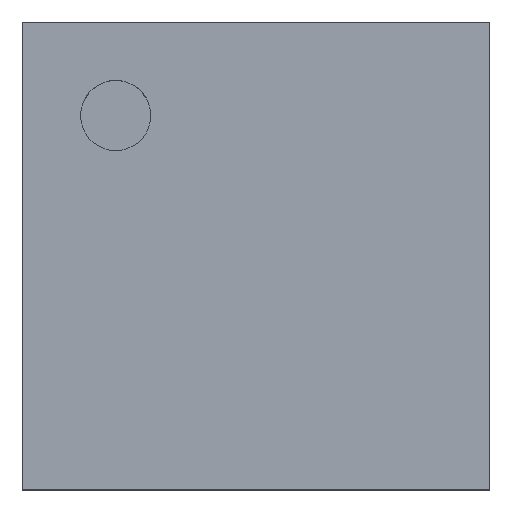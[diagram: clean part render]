
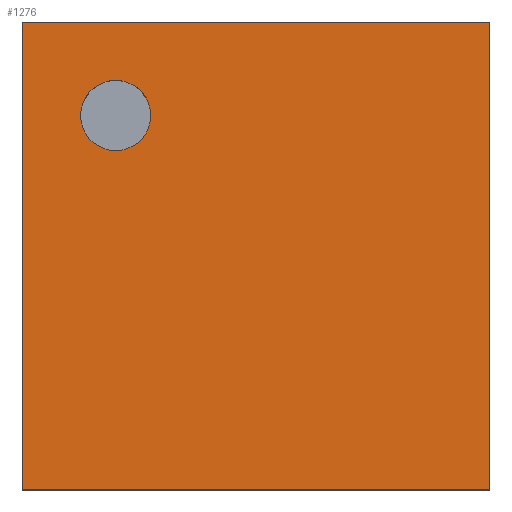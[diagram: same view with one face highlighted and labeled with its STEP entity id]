
A CAD part, top view. The second image highlights one B-rep face of the part: STEP entity #1276.
In plain terms, the highlighted planar face has unit normal (0, 0, 1).
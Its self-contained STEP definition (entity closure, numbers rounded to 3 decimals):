
#24 = VERTEX_POINT('',#25);
#25 = CARTESIAN_POINT('',(0.5,0.5,0.4));
#32 = PLANE('',#33);
#33 = AXIS2_PLACEMENT_3D('',#34,#35,#36);
#34 = CARTESIAN_POINT('',(0.5,0.5,0.));
#35 = DIRECTION('',(0.,-1.,0.));
#36 = DIRECTION('',(-1.,0.,0.));
#44 = PLANE('',#45);
#45 = AXIS2_PLACEMENT_3D('',#46,#47,#48);
#46 = CARTESIAN_POINT('',(0.5,-0.5,0.));
#47 = DIRECTION('',(-1.,0.,0.));
#48 = DIRECTION('',(0.,1.,0.));
#56 = EDGE_CURVE('',#24,#57,#59,.T.);
#57 = VERTEX_POINT('',#58);
#58 = CARTESIAN_POINT('',(-0.5,0.5,0.4));
#59 = SURFACE_CURVE('',#60,(#64,#71),.PCURVE_S1.);
#60 = LINE('',#61,#62);
#61 = CARTESIAN_POINT('',(0.5,0.5,0.4));
#62 = VECTOR('',#63,1.);
#63 = DIRECTION('',(-1.,0.,0.));
#64 = PCURVE('',#32,#65);
#65 = DEFINITIONAL_REPRESENTATION('',(#66),#70);
#66 = LINE('',#67,#68);
#67 = CARTESIAN_POINT('',(0.,-0.4));
#68 = VECTOR('',#69,1.);
#69 = DIRECTION('',(1.,0.));
#70 = ( GEOMETRIC_REPRESENTATION_CONTEXT(2) 
PARAMETRIC_REPRESENTATION_CONTEXT() REPRESENTATION_CONTEXT('2D SPACE',''
  ) );
#71 = PCURVE('',#72,#77);
#72 = PLANE('',#73);
#73 = AXIS2_PLACEMENT_3D('',#74,#75,#76);
#74 = CARTESIAN_POINT('',(0.,0.,0.4));
#75 = DIRECTION('',(0.,0.,1.));
#76 = DIRECTION('',(1.,0.,0.));
#77 = DEFINITIONAL_REPRESENTATION('',(#78),#82);
#78 = LINE('',#79,#80);
#79 = CARTESIAN_POINT('',(0.5,0.5));
#80 = VECTOR('',#81,1.);
#81 = DIRECTION('',(-1.,0.));
#82 = ( GEOMETRIC_REPRESENTATION_CONTEXT(2) 
PARAMETRIC_REPRESENTATION_CONTEXT() REPRESENTATION_CONTEXT('2D SPACE',''
  ) );
#100 = PLANE('',#101);
#101 = AXIS2_PLACEMENT_3D('',#102,#103,#104);
#102 = CARTESIAN_POINT('',(-0.5,0.5,0.));
#103 = DIRECTION('',(1.,0.,0.));
#104 = DIRECTION('',(0.,-1.,0.));
#167 = VERTEX_POINT('',#168);
#168 = CARTESIAN_POINT('',(0.5,-0.5,0.4));
#182 = PLANE('',#183);
#183 = AXIS2_PLACEMENT_3D('',#184,#185,#186);
#184 = CARTESIAN_POINT('',(-0.5,-0.5,0.));
#185 = DIRECTION('',(0.,1.,0.));
#186 = DIRECTION('',(1.,0.,0.));
#194 = EDGE_CURVE('',#167,#24,#195,.T.);
#195 = SURFACE_CURVE('',#196,(#200,#207),.PCURVE_S1.);
#196 = LINE('',#197,#198);
#197 = CARTESIAN_POINT('',(0.5,-0.5,0.4));
#198 = VECTOR('',#199,1.);
#199 = DIRECTION('',(0.,1.,0.));
#200 = PCURVE('',#44,#201);
#201 = DEFINITIONAL_REPRESENTATION('',(#202),#206);
#202 = LINE('',#203,#204);
#203 = CARTESIAN_POINT('',(0.,-0.4));
#204 = VECTOR('',#205,1.);
#205 = DIRECTION('',(1.,0.));
#206 = ( GEOMETRIC_REPRESENTATION_CONTEXT(2) 
PARAMETRIC_REPRESENTATION_CONTEXT() REPRESENTATION_CONTEXT('2D SPACE',''
  ) );
#207 = PCURVE('',#72,#208);
#208 = DEFINITIONAL_REPRESENTATION('',(#209),#213);
#209 = LINE('',#210,#211);
#210 = CARTESIAN_POINT('',(0.5,-0.5));
#211 = VECTOR('',#212,1.);
#212 = DIRECTION('',(0.,1.));
#213 = ( GEOMETRIC_REPRESENTATION_CONTEXT(2) 
PARAMETRIC_REPRESENTATION_CONTEXT() REPRESENTATION_CONTEXT('2D SPACE',''
  ) );
#435 = EDGE_CURVE('',#57,#436,#438,.T.);
#436 = VERTEX_POINT('',#437);
#437 = CARTESIAN_POINT('',(-0.5,-0.5,0.4));
#438 = SURFACE_CURVE('',#439,(#443,#450),.PCURVE_S1.);
#439 = LINE('',#440,#441);
#440 = CARTESIAN_POINT('',(-0.5,0.5,0.4));
#441 = VECTOR('',#442,1.);
#442 = DIRECTION('',(0.,-1.,0.));
#443 = PCURVE('',#100,#444);
#444 = DEFINITIONAL_REPRESENTATION('',(#445),#449);
#445 = LINE('',#446,#447);
#446 = CARTESIAN_POINT('',(0.,-0.4));
#447 = VECTOR('',#448,1.);
#448 = DIRECTION('',(1.,0.));
#449 = ( GEOMETRIC_REPRESENTATION_CONTEXT(2) 
PARAMETRIC_REPRESENTATION_CONTEXT() REPRESENTATION_CONTEXT('2D SPACE',''
  ) );
#450 = PCURVE('',#72,#451);
#451 = DEFINITIONAL_REPRESENTATION('',(#452),#456);
#452 = LINE('',#453,#454);
#453 = CARTESIAN_POINT('',(-0.5,0.5));
#454 = VECTOR('',#455,1.);
#455 = DIRECTION('',(0.,-1.));
#456 = ( GEOMETRIC_REPRESENTATION_CONTEXT(2) 
PARAMETRIC_REPRESENTATION_CONTEXT() REPRESENTATION_CONTEXT('2D SPACE',''
  ) );
#1276 = ADVANCED_FACE('',(#1277,#1303),#72,.T.);
#1277 = FACE_BOUND('',#1278,.T.);
#1278 = EDGE_LOOP('',(#1279,#1280,#1281,#1302));
#1279 = ORIENTED_EDGE('',*,*,#56,.T.);
#1280 = ORIENTED_EDGE('',*,*,#435,.T.);
#1281 = ORIENTED_EDGE('',*,*,#1282,.T.);
#1282 = EDGE_CURVE('',#436,#167,#1283,.T.);
#1283 = SURFACE_CURVE('',#1284,(#1288,#1295),.PCURVE_S1.);
#1284 = LINE('',#1285,#1286);
#1285 = CARTESIAN_POINT('',(-0.5,-0.5,0.4));
#1286 = VECTOR('',#1287,1.);
#1287 = DIRECTION('',(1.,0.,0.));
#1288 = PCURVE('',#72,#1289);
#1289 = DEFINITIONAL_REPRESENTATION('',(#1290),#1294);
#1290 = LINE('',#1291,#1292);
#1291 = CARTESIAN_POINT('',(-0.5,-0.5));
#1292 = VECTOR('',#1293,1.);
#1293 = DIRECTION('',(1.,0.));
#1294 = ( GEOMETRIC_REPRESENTATION_CONTEXT(2) 
PARAMETRIC_REPRESENTATION_CONTEXT() REPRESENTATION_CONTEXT('2D SPACE',''
  ) );
#1295 = PCURVE('',#182,#1296);
#1296 = DEFINITIONAL_REPRESENTATION('',(#1297),#1301);
#1297 = LINE('',#1298,#1299);
#1298 = CARTESIAN_POINT('',(0.,-0.4));
#1299 = VECTOR('',#1300,1.);
#1300 = DIRECTION('',(1.,0.));
#1301 = ( GEOMETRIC_REPRESENTATION_CONTEXT(2) 
PARAMETRIC_REPRESENTATION_CONTEXT() REPRESENTATION_CONTEXT('2D SPACE',''
  ) );
#1302 = ORIENTED_EDGE('',*,*,#194,.T.);
#1303 = FACE_BOUND('',#1304,.T.);
#1304 = EDGE_LOOP('',(#1305));
#1305 = ORIENTED_EDGE('',*,*,#1306,.F.);
#1306 = EDGE_CURVE('',#1307,#1307,#1309,.T.);
#1307 = VERTEX_POINT('',#1308);
#1308 = CARTESIAN_POINT('',(-0.225,0.3,0.4));
#1309 = SURFACE_CURVE('',#1310,(#1315,#1322),.PCURVE_S1.);
#1310 = CIRCLE('',#1311,0.075);
#1311 = AXIS2_PLACEMENT_3D('',#1312,#1313,#1314);
#1312 = CARTESIAN_POINT('',(-0.3,0.3,0.4));
#1313 = DIRECTION('',(0.,0.,1.));
#1314 = DIRECTION('',(1.,0.,0.));
#1315 = PCURVE('',#72,#1316);
#1316 = DEFINITIONAL_REPRESENTATION('',(#1317),#1321);
#1317 = CIRCLE('',#1318,0.075);
#1318 = AXIS2_PLACEMENT_2D('',#1319,#1320);
#1319 = CARTESIAN_POINT('',(-0.3,0.3));
#1320 = DIRECTION('',(1.,0.));
#1321 = ( GEOMETRIC_REPRESENTATION_CONTEXT(2) 
PARAMETRIC_REPRESENTATION_CONTEXT() REPRESENTATION_CONTEXT('2D SPACE',''
  ) );
#1322 = PCURVE('',#1323,#1328);
#1323 = CYLINDRICAL_SURFACE('',#1324,0.075);
#1324 = AXIS2_PLACEMENT_3D('',#1325,#1326,#1327);
#1325 = CARTESIAN_POINT('',(-0.3,0.3,0.4));
#1326 = DIRECTION('',(0.,0.,1.));
#1327 = DIRECTION('',(1.,0.,0.));
#1328 = DEFINITIONAL_REPRESENTATION('',(#1329),#1333);
#1329 = LINE('',#1330,#1331);
#1330 = CARTESIAN_POINT('',(0.,0.));
#1331 = VECTOR('',#1332,1.);
#1332 = DIRECTION('',(1.,0.));
#1333 = ( GEOMETRIC_REPRESENTATION_CONTEXT(2) 
PARAMETRIC_REPRESENTATION_CONTEXT() REPRESENTATION_CONTEXT('2D SPACE',''
  ) );
